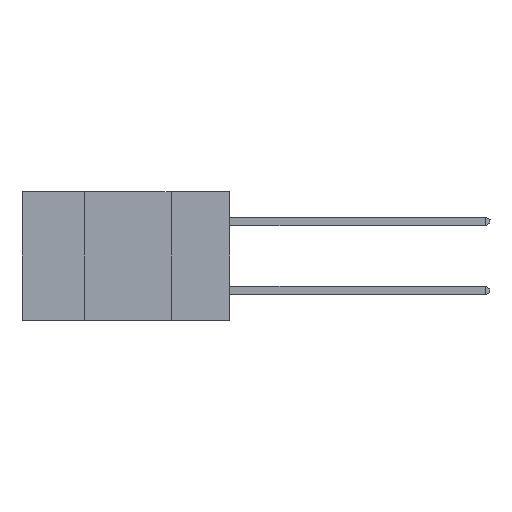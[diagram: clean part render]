
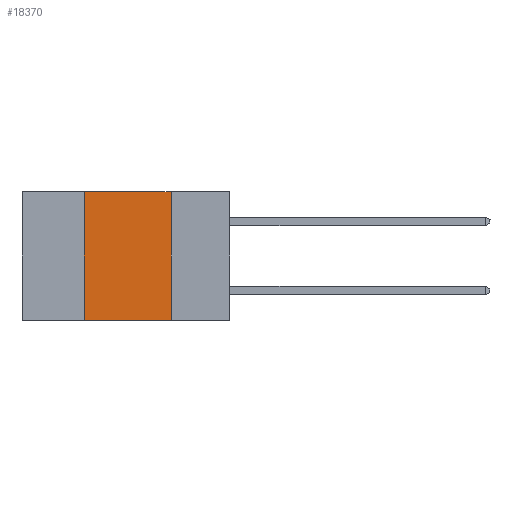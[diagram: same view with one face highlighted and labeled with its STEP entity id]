
A CAD part, left-side view. The second image highlights one B-rep face of the part: STEP entity #18370.
In plain terms, the highlighted planar face has unit normal (-1, 0, 0).
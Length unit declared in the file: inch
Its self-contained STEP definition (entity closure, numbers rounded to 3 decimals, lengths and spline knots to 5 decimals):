
#714 = DIRECTION ( 'NONE',  ( 0., 0., 1. ) ) ;
#1392 = PLANE ( 'NONE',  #23561 ) ;
#2218 = FACE_OUTER_BOUND ( 'NONE', #14197, .T. ) ;
#3211 = VECTOR ( 'NONE', #6568, 39.37008 ) ;
#3527 = DIRECTION ( 'NONE',  ( 0., 0., -1. ) ) ;
#3866 = LINE ( 'NONE', #21023, #3211 ) ;
#4241 = ORIENTED_EDGE ( 'NONE', *, *, #25513, .F. ) ;
#4891 = CARTESIAN_POINT ( 'NONE',  ( 0., 0.42, 0. ) ) ;
#4944 = VERTEX_POINT ( 'NONE', #11502 ) ;
#6568 = DIRECTION ( 'NONE',  ( 0., 0., -1. ) ) ;
#7362 = LINE ( 'NONE', #7941, #17780 ) ;
#7716 = VERTEX_POINT ( 'NONE', #11629 ) ;
#7941 = CARTESIAN_POINT ( 'NONE',  ( 0., 0.6, -0.37 ) ) ;
#10356 = CARTESIAN_POINT ( 'NONE',  ( 0., 0.17, -0.37 ) ) ;
#11188 = VECTOR ( 'NONE', #15340, 39.37008 ) ;
#11502 = CARTESIAN_POINT ( 'NONE',  ( 0., 0.17, 0. ) ) ;
#11629 = CARTESIAN_POINT ( 'NONE',  ( 0., 0.42, -0.37 ) ) ;
#12163 = DIRECTION ( 'NONE',  ( 0., -1., 0. ) ) ;
#12693 = VECTOR ( 'NONE', #714, 39.37008 ) ;
#13191 = CARTESIAN_POINT ( 'NONE',  ( 0., 0.6, 0. ) ) ;
#13197 = VERTEX_POINT ( 'NONE', #10356 ) ;
#13830 = EDGE_CURVE ( 'NONE', #7716, #13197, #7362, .T. ) ;
#14197 = EDGE_LOOP ( 'NONE', ( #4241, #14512, #19780, #25695 ) ) ;
#14512 = ORIENTED_EDGE ( 'NONE', *, *, #21454, .F. ) ;
#15340 = DIRECTION ( 'NONE',  ( 0., -1., 0. ) ) ;
#16796 = LINE ( 'NONE', #13191, #11188 ) ;
#17780 = VECTOR ( 'NONE', #12163, 39.37008 ) ;
#18176 = LINE ( 'NONE', #4891, #12693 ) ;
#18370 = ADVANCED_FACE ( 'NONE', ( #2218 ), #1392, .F. ) ;
#18813 = EDGE_CURVE ( 'NONE', #7716, #26424, #18176, .T. ) ;
#19780 = ORIENTED_EDGE ( 'NONE', *, *, #18813, .F. ) ;
#20054 = DIRECTION ( 'NONE',  ( 1., 0., 0. ) ) ;
#21023 = CARTESIAN_POINT ( 'NONE',  ( 0., 0.17, 0. ) ) ;
#21454 = EDGE_CURVE ( 'NONE', #26424, #4944, #16796, .T. ) ;
#22087 = CARTESIAN_POINT ( 'NONE',  ( 0., 0.42, 0. ) ) ;
#23561 = AXIS2_PLACEMENT_3D ( 'NONE', #26100, #20054, #3527 ) ;
#25513 = EDGE_CURVE ( 'NONE', #4944, #13197, #3866, .T. ) ;
#25695 = ORIENTED_EDGE ( 'NONE', *, *, #13830, .T. ) ;
#26100 = CARTESIAN_POINT ( 'NONE',  ( 0., 0.6, 0. ) ) ;
#26424 = VERTEX_POINT ( 'NONE', #22087 ) ;
